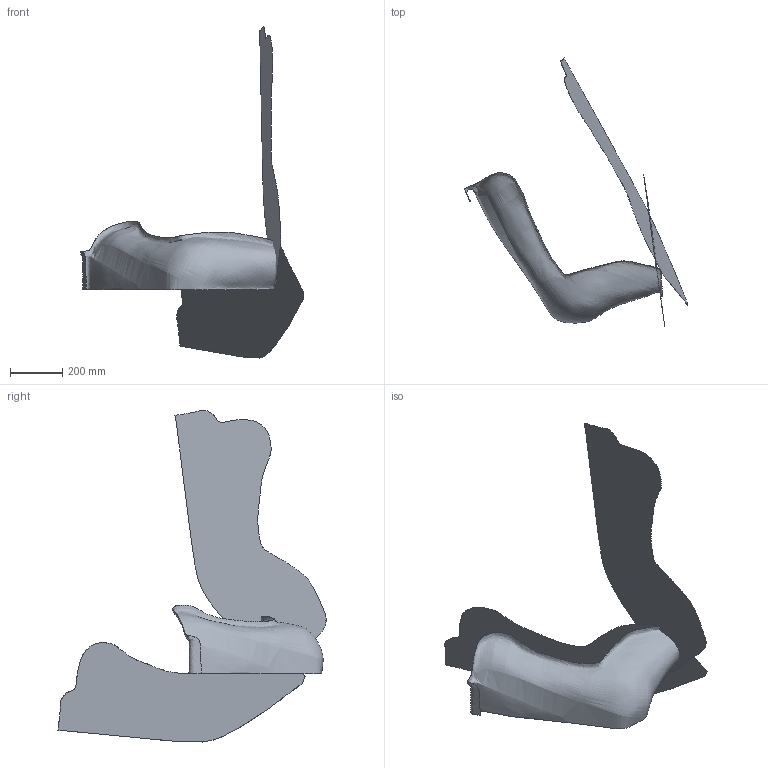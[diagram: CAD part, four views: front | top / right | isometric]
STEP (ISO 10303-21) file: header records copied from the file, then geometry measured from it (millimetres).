
FILE_DESCRIPTION(('CATIA V5 STEP Exchange'),'2;1');
FILE_NAME('Sitzschale_v1-tests.stp','2014-02-20T21:53:07+00:00',('none'),('none'),'CATIA Version 5 Release 19 SP 2 (IN-10)','CATIA V5 STEP AP203','none');
FILE_SCHEMA(('CONFIG_CONTROL_DESIGN'));
Products named in the file (1): Sitzschale_v1
Bounding box: 853.33 x 1027.4 x 1271.29 mm (x, y, z)
Volume: 61522.4 mm3; surface area: 1234531.7 mm2
Topology: 1 solids, 3 shells, 277 faces, 1365 edges, 1092 vertices
Faces by surface type: extrusion 273, plane 3, bspline 1
Entity records: 53395 total; most frequent: CARTESIAN_POINT 44852, ORIENTED_EDGE 2184, B_SPLINE_CURVE_WITH_KNOTS 1365, EDGE_CURVE 1365, VERTEX_POINT 1092, DIRECTION 552, VECTOR 546, ADVANCED_FACE 277
